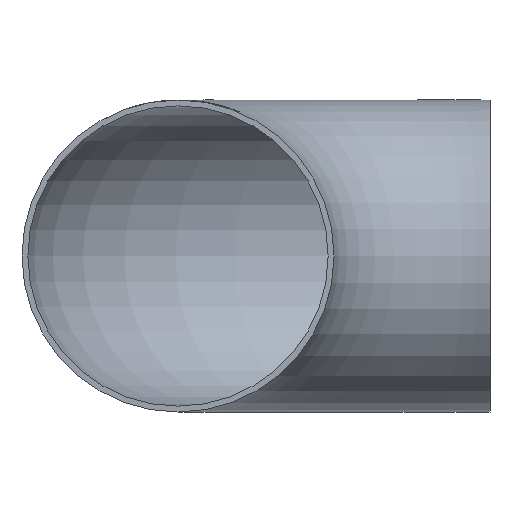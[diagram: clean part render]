
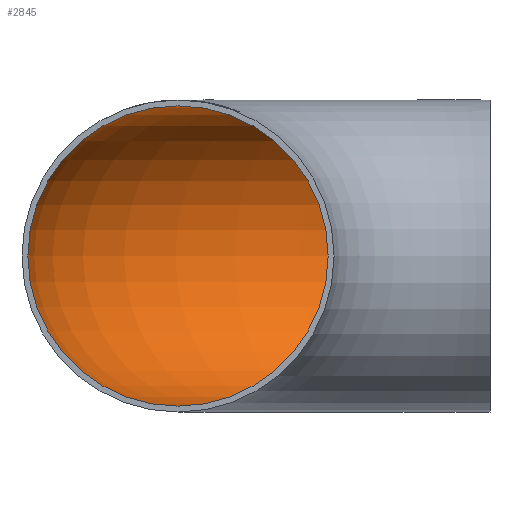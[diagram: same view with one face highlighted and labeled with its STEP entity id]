
A CAD part, front view. The second image highlights one B-rep face of the part: STEP entity #2845.
In plain terms, the highlighted toroidal (fillet/blend) face has major radius 159 mm and minor radius 76.5 mm.
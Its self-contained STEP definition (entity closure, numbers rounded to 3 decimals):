
#501 = DIRECTION ( 'NONE',  ( -1., 0., 0. ) ) ;
#1159 = TOROIDAL_SURFACE ( 'NONE', #9012, 159., 76.5 ) ;
#2845 = ADVANCED_FACE ( 'NONE', ( #12289, #10352 ), #1159, .F. ) ;
#3637 = DIRECTION ( 'NONE',  ( 0., 0., 1. ) ) ;
#5327 = DIRECTION ( 'NONE',  ( 0., 1., 0. ) ) ;
#6348 = DIRECTION ( 'NONE',  ( 0., 0., -1. ) ) ;
#6539 = EDGE_CURVE ( 'NONE', #11695, #11695, #15246, .T. ) ;
#6761 = DIRECTION ( 'NONE',  ( 1., 0., 0. ) ) ;
#7151 = DIRECTION ( 'NONE',  ( 0., 1., 0. ) ) ;
#9012 = AXIS2_PLACEMENT_3D ( 'NONE', #18198, #6348, #501 ) ;
#9089 = CARTESIAN_POINT ( 'NONE',  ( 0., 159., 0. ) ) ;
#10290 = ORIENTED_EDGE ( 'NONE', *, *, #6539, .T. ) ;
#10352 = FACE_OUTER_BOUND ( 'NONE', #14508, .T. ) ;
#11133 = CARTESIAN_POINT ( 'NONE',  ( -159., 0., 0. ) ) ;
#11695 = VERTEX_POINT ( 'NONE', #25469 ) ;
#11952 = AXIS2_PLACEMENT_3D ( 'NONE', #9089, #6761, #7151 ) ;
#11987 = EDGE_LOOP ( 'NONE', ( #10290 ) ) ;
#12083 = EDGE_CURVE ( 'NONE', #17743, #17743, #23408, .T. ) ;
#12289 = FACE_OUTER_BOUND ( 'NONE', #11987, .T. ) ;
#14508 = EDGE_LOOP ( 'NONE', ( #14830 ) ) ;
#14830 = ORIENTED_EDGE ( 'NONE', *, *, #12083, .F. ) ;
#15246 = CIRCLE ( 'NONE', #11952, 76.5 ) ;
#17743 = VERTEX_POINT ( 'NONE', #23547 ) ;
#18198 = CARTESIAN_POINT ( 'NONE',  ( 0., 0., 0. ) ) ;
#21349 = AXIS2_PLACEMENT_3D ( 'NONE', #11133, #5327, #3637 ) ;
#23408 = CIRCLE ( 'NONE', #21349, 76.5 ) ;
#23547 = CARTESIAN_POINT ( 'NONE',  ( -159., 0., 76.5 ) ) ;
#25469 = CARTESIAN_POINT ( 'NONE',  ( 0., 235.5, 0. ) ) ;
